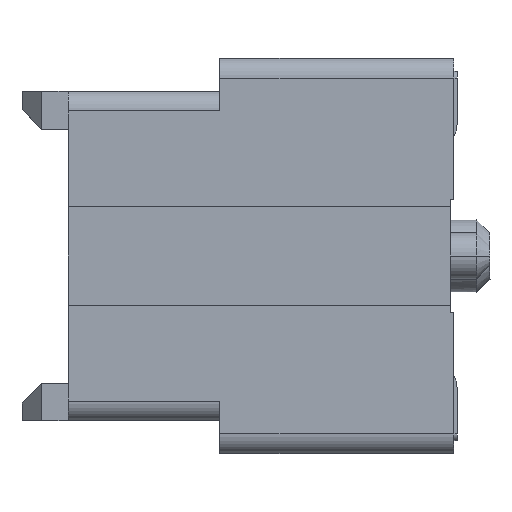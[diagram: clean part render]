
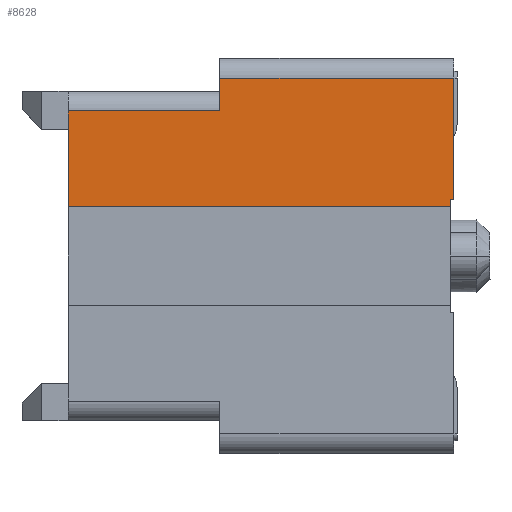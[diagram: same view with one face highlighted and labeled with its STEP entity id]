
A CAD part, left-side view. The second image highlights one B-rep face of the part: STEP entity #8628.
In plain terms, the highlighted planar face has unit normal (-1, 0, 0).
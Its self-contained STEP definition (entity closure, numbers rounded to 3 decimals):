
#8506=CARTESIAN_POINT('',(8.,0.55,-0.3));
#8507=VERTEX_POINT('',#8506);
#8515=CARTESIAN_POINT('',(8.,0.55,-2.15));
#8516=VERTEX_POINT('',#8515);
#8517=CARTESIAN_POINT('',(8.,0.55,-0.3));
#8518=DIRECTION('',(0.,0.,-1.));
#8519=VECTOR('',#8518,1.85);
#8520=LINE('',#8517,#8519);
#8521=EDGE_CURVE('',#8507,#8516,#8520,.T.);
#8566=CARTESIAN_POINT('',(8.,0.55,-6.));
#8567=DIRECTION('',(0.,0.,1.));
#8568=DIRECTION('',(-1.,0.,0.));
#8569=AXIS2_PLACEMENT_3D('',#8566,#8568,#8567);
#8570=PLANE('',#8569);
#8571=CARTESIAN_POINT('',(8.,0.6,-2.15));
#8572=VERTEX_POINT('',#8571);
#8573=CARTESIAN_POINT('',(8.,0.55,-2.15));
#8574=DIRECTION('',(0.,1.,0.));
#8575=VECTOR('',#8574,0.05);
#8576=LINE('',#8573,#8575);
#8577=EDGE_CURVE('',#8516,#8572,#8576,.T.);
#8578=ORIENTED_EDGE('',*,*,#8577,.F.);
#8579=ORIENTED_EDGE('',*,*,#8521,.F.);
#8580=CARTESIAN_POINT('',(8.,4.1,-0.3));
#8581=VERTEX_POINT('',#8580);
#8582=CARTESIAN_POINT('',(8.,0.55,-0.3));
#8583=DIRECTION('',(0.,1.,0.));
#8584=VECTOR('',#8583,3.55);
#8585=LINE('',#8582,#8584);
#8586=EDGE_CURVE('',#8507,#8581,#8585,.T.);
#8587=ORIENTED_EDGE('',*,*,#8586,.T.);
#8588=CARTESIAN_POINT('',(8.,4.1,-0.8));
#8589=VERTEX_POINT('',#8588);
#8590=CARTESIAN_POINT('',(8.,4.1,-0.3));
#8591=DIRECTION('',(0.,0.,-1.));
#8592=VECTOR('',#8591,0.5);
#8593=LINE('',#8590,#8592);
#8594=EDGE_CURVE('',#8581,#8589,#8593,.T.);
#8595=ORIENTED_EDGE('',*,*,#8594,.T.);
#8596=CARTESIAN_POINT('',(8.,6.4,-0.8));
#8597=VERTEX_POINT('',#8596);
#8598=CARTESIAN_POINT('',(8.,4.1,-0.8));
#8599=DIRECTION('',(0.,1.,0.));
#8600=VECTOR('',#8599,2.3);
#8601=LINE('',#8598,#8600);
#8602=EDGE_CURVE('',#8589,#8597,#8601,.T.);
#8603=ORIENTED_EDGE('',*,*,#8602,.T.);
#8604=CARTESIAN_POINT('',(8.,6.4,-2.25));
#8605=VERTEX_POINT('',#8604);
#8606=CARTESIAN_POINT('',(8.,6.4,-0.8));
#8607=DIRECTION('',(0.,0.,-1.));
#8608=VECTOR('',#8607,1.45);
#8609=LINE('',#8606,#8608);
#8610=EDGE_CURVE('',#8597,#8605,#8609,.T.);
#8611=ORIENTED_EDGE('',*,*,#8610,.T.);
#8612=CARTESIAN_POINT('',(8.,0.6,-2.25));
#8613=VERTEX_POINT('',#8612);
#8614=CARTESIAN_POINT('',(8.,6.4,-2.25));
#8615=DIRECTION('',(0.,-1.,0.));
#8616=VECTOR('',#8615,5.8);
#8617=LINE('',#8614,#8616);
#8618=EDGE_CURVE('',#8605,#8613,#8617,.T.);
#8619=ORIENTED_EDGE('',*,*,#8618,.T.);
#8620=CARTESIAN_POINT('',(8.,0.6,-2.25));
#8621=DIRECTION('',(0.,0.,1.));
#8622=VECTOR('',#8621,0.1);
#8623=LINE('',#8620,#8622);
#8624=EDGE_CURVE('',#8613,#8572,#8623,.T.);
#8625=ORIENTED_EDGE('',*,*,#8624,.T.);
#8626=EDGE_LOOP('',(#8578,#8579,#8587,#8595,#8603,#8611,#8619,#8625));
#8627=FACE_OUTER_BOUND('',#8626,.T.);
#8628=ADVANCED_FACE('',(#8627),#8570,.T.);
